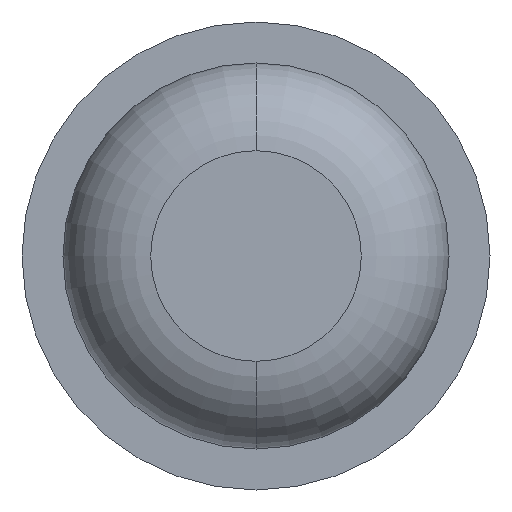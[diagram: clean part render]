
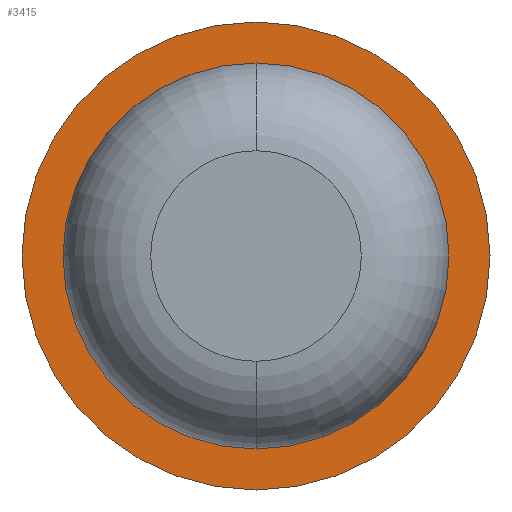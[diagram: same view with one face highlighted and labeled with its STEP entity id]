
A CAD part, front view. The second image highlights one B-rep face of the part: STEP entity #3415.
In plain terms, the highlighted planar face has unit normal (0, -1, 0).
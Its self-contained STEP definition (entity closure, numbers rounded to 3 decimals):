
#54 = CARTESIAN_POINT ( 'NONE',  ( 0., -2., 1. ) ) ;
#176 = VERTEX_POINT ( 'NONE', #2165 ) ;
#260 = AXIS2_PLACEMENT_3D ( 'NONE', #1044, #1380, #2256 ) ;
#359 = EDGE_CURVE ( 'Defeature ausgef�hrt1_5+Defeature ausgef�hrt1_0+Defeature ausgef�hrt1_0+Defeature ausgef�hrt1_0', #2614, #830, #3715, .T. ) ;
#362 = EDGE_LOOP ( 'NONE', ( #3279, #3592 ) ) ;
#459 = CIRCLE ( 'NONE', #2077, 1. ) ;
#666 = DIRECTION ( 'NONE',  ( 0., 0., 1. ) ) ;
#782 = DIRECTION ( 'NONE',  ( 0., 0., 1. ) ) ;
#830 = VERTEX_POINT ( 'NONE', #2889 ) ;
#955 = CARTESIAN_POINT ( 'NONE',  ( 0., -2., -0.825 ) ) ;
#974 = CARTESIAN_POINT ( 'NONE',  ( 0., -2., 0. ) ) ;
#1044 = CARTESIAN_POINT ( 'NONE',  ( 1., -2., 0. ) ) ;
#1117 = DIRECTION ( 'NONE',  ( 0., 0., 1. ) ) ;
#1231 = DIRECTION ( 'NONE',  ( 0., 1., 0. ) ) ;
#1246 = VERTEX_POINT ( 'NONE', #54 ) ;
#1276 = CARTESIAN_POINT ( 'NONE',  ( 0., -2., 0. ) ) ;
#1300 = DIRECTION ( 'NONE',  ( 0., 0., 1. ) ) ;
#1380 = DIRECTION ( 'NONE',  ( 0., 1., 0. ) ) ;
#1683 = ORIENTED_EDGE ( 'NONE', *, *, #359, .T. ) ;
#1933 = AXIS2_PLACEMENT_3D ( 'NONE', #1276, #1231, #1300 ) ;
#1989 = CARTESIAN_POINT ( 'NONE',  ( 0., -2., 0. ) ) ;
#2077 = AXIS2_PLACEMENT_3D ( 'NONE', #1989, #2935, #782 ) ;
#2165 = CARTESIAN_POINT ( 'NONE',  ( 0., -2., -1. ) ) ;
#2244 = AXIS2_PLACEMENT_3D ( 'NONE', #2973, #3914, #1117 ) ;
#2256 = DIRECTION ( 'NONE',  ( 0., 0., 1. ) ) ;
#2339 = FACE_OUTER_BOUND ( 'NONE', #362, .T. ) ;
#2614 = VERTEX_POINT ( 'NONE', #955 ) ;
#2632 = CIRCLE ( 'NONE', #3529, 1. ) ;
#2757 = EDGE_CURVE ( 'Defeature ausgef�hrt1_5+Defeature ausgef�hrt1_0+Defeature ausgef�hrt1_0+Defeature ausgef�hrt1_0', #830, #2614, #3907, .T. ) ;
#2889 = CARTESIAN_POINT ( 'NONE',  ( 0., -2., 0.825 ) ) ;
#2935 = DIRECTION ( 'NONE',  ( 0., 1., 0. ) ) ;
#2973 = CARTESIAN_POINT ( 'NONE',  ( 0., -2., 0. ) ) ;
#3272 = FACE_BOUND ( 'NONE', #3308, .T. ) ;
#3279 = ORIENTED_EDGE ( 'NONE', *, *, #3296, .F. ) ;
#3296 = EDGE_CURVE ( 'Defeature ausgef�hrt1_6+Defeature ausgef�hrt1_5+Defeature ausgef�hrt1_5+Defeature ausgef�hrt1_5', #1246, #176, #2632, .T. ) ;
#3308 = EDGE_LOOP ( 'NONE', ( #3839, #1683 ) ) ;
#3415 = ADVANCED_FACE ( 'Defeature ausgef�hrt1_5', ( #2339, #3272 ), #3874, .F. ) ;
#3529 = AXIS2_PLACEMENT_3D ( 'NONE', #974, #3763, #666 ) ;
#3592 = ORIENTED_EDGE ( 'NONE', *, *, #3856, .F. ) ;
#3715 = CIRCLE ( 'NONE', #2244, 0.825 ) ;
#3763 = DIRECTION ( 'NONE',  ( 0., 1., 0. ) ) ;
#3839 = ORIENTED_EDGE ( 'NONE', *, *, #2757, .T. ) ;
#3856 = EDGE_CURVE ( 'Defeature ausgef�hrt1_6+Defeature ausgef�hrt1_5+Defeature ausgef�hrt1_5+Defeature ausgef�hrt1_5', #176, #1246, #459, .T. ) ;
#3874 = PLANE ( 'NONE',  #260 ) ;
#3907 = CIRCLE ( 'NONE', #1933, 0.825 ) ;
#3914 = DIRECTION ( 'NONE',  ( 0., 1., 0. ) ) ;
